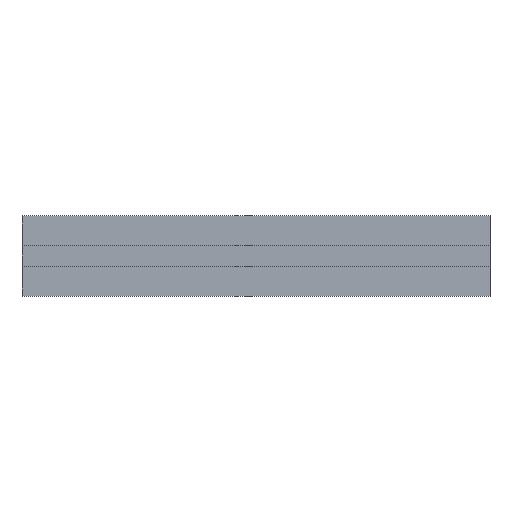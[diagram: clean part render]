
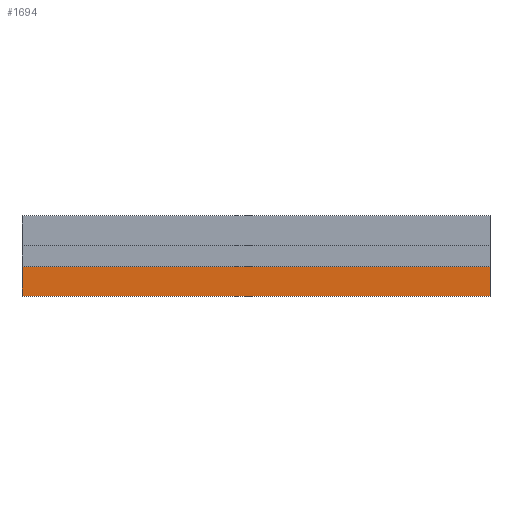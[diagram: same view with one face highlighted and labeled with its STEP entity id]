
A CAD part, left-side view. The second image highlights one B-rep face of the part: STEP entity #1694.
In plain terms, the highlighted planar face has unit normal (-1, 0, 0).
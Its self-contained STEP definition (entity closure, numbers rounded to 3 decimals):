
#2=DIRECTION('',(0.,0.,1.));
#3=VECTOR('',#2,11.);
#4=CARTESIAN_POINT('',(-15.,0.,-15.));
#5=LINE('',#4,#3);
#300=DIRECTION('',(0.,1.,0.));
#301=VECTOR('',#300,175.);
#302=CARTESIAN_POINT('',(-15.,0.,-15.));
#303=LINE('',#302,#301);
#472=DIRECTION('',(0.,1.,0.));
#473=VECTOR('',#472,175.);
#474=CARTESIAN_POINT('',(-15.,0.,-4.));
#475=LINE('',#474,#473);
#476=DIRECTION('',(0.,0.,1.));
#477=VECTOR('',#476,11.);
#478=CARTESIAN_POINT('',(-15.,175.,-15.));
#479=LINE('',#478,#477);
#1162=CARTESIAN_POINT('',(-15.,0.,-15.));
#1163=CARTESIAN_POINT('',(-15.,0.,-4.));
#1164=VERTEX_POINT('',#1162);
#1165=VERTEX_POINT('',#1163);
#1298=CARTESIAN_POINT('',(-15.,175.,-15.));
#1299=CARTESIAN_POINT('',(-15.,175.,-4.));
#1300=VERTEX_POINT('',#1298);
#1301=VERTEX_POINT('',#1299);
#1680=CARTESIAN_POINT('',(-15.,0.,-15.));
#1681=DIRECTION('',(-1.,0.,0.));
#1682=DIRECTION('',(0.,0.,1.));
#1683=AXIS2_PLACEMENT_3D('',#1680,#1681,#1682);
#1684=PLANE('',#1683);
#1685=ORIENTED_EDGE('',*,*,#1515,.F.);
#1687=ORIENTED_EDGE('',*,*,#1686,.T.);
#1689=ORIENTED_EDGE('',*,*,#1688,.T.);
#1691=ORIENTED_EDGE('',*,*,#1690,.F.);
#1692=EDGE_LOOP('',(#1685,#1687,#1689,#1691));
#1693=FACE_OUTER_BOUND('',#1692,.F.);
#1694=ADVANCED_FACE('',(#1693),#1684,.T.);
#1515=EDGE_CURVE('',#1164,#1165,#5,.T.);
#1686=EDGE_CURVE('',#1164,#1300,#303,.T.);
#1688=EDGE_CURVE('',#1300,#1301,#479,.T.);
#1690=EDGE_CURVE('',#1165,#1301,#475,.T.);
